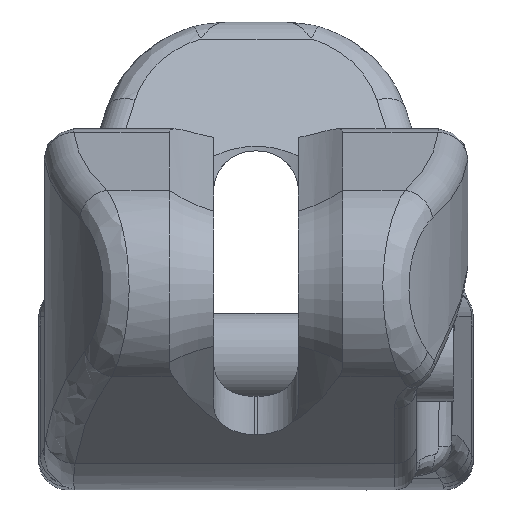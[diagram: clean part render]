
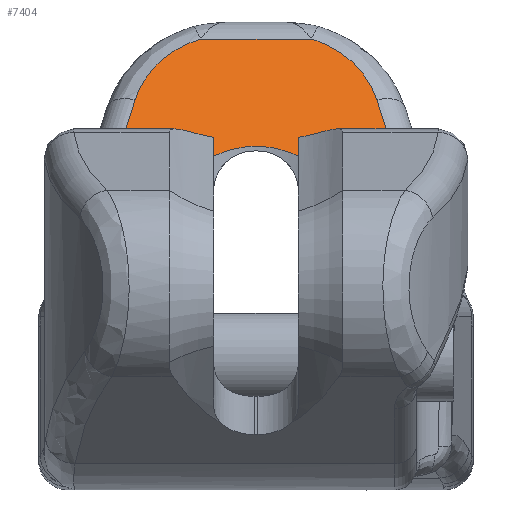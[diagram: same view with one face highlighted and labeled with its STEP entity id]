
A CAD part, front view. The second image highlights one B-rep face of the part: STEP entity #7404.
In plain terms, the highlighted planar face has unit normal (0, -0.843, 0.537).
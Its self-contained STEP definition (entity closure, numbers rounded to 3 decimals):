
#1672=CARTESIAN_POINT('',(-9.059,6.377,4.997));
#1673=CARTESIAN_POINT('',(-8.681,6.811,5.679));
#1674=CARTESIAN_POINT('',(-7.926,7.558,6.85));
#1675=CARTESIAN_POINT('',(-6.416,8.72,8.675));
#1676=CARTESIAN_POINT('',(-4.529,9.707,10.224));
#1677=CARTESIAN_POINT('',(-2.265,10.366,11.258));
#1678=CARTESIAN_POINT('',(0.,10.577,11.59));
#1679=CARTESIAN_POINT('',(2.265,10.366,11.258));
#1680=CARTESIAN_POINT('',(4.529,9.707,10.224));
#1681=CARTESIAN_POINT('',(6.416,8.72,8.675));
#1682=CARTESIAN_POINT('',(7.926,7.558,6.85));
#1683=CARTESIAN_POINT('',(8.681,6.811,5.679));
#1684=CARTESIAN_POINT('',(9.059,6.377,4.997));
#1686=DIRECTION('',(1.,0.,0.));
#1687=VECTOR('',#1686,4.029);
#1688=CARTESIAN_POINT('',(-13.087,6.377,4.997));
#1689=LINE('',#1688,#1687);
#1690=DIRECTION('',(-0.259,-0.519,-0.815));
#1691=VECTOR('',#1690,12.593);
#1692=CARTESIAN_POINT('',(-9.832,12.913,15.257));
#1693=LINE('',#1692,#1691);
#1694=CARTESIAN_POINT('',(-4.511,16.07,20.212));
#1695=CARTESIAN_POINT('',(-5.795,15.834,19.841));
#1696=CARTESIAN_POINT('',(-8.165,14.972,18.489));
#1697=CARTESIAN_POINT('',(-9.479,13.622,16.37));
#1698=CARTESIAN_POINT('',(-9.832,12.913,15.257));
#1700=CARTESIAN_POINT('',(9.832,12.913,15.257));
#1701=CARTESIAN_POINT('',(9.479,13.622,16.37));
#1702=CARTESIAN_POINT('',(8.165,14.972,18.489));
#1703=CARTESIAN_POINT('',(5.795,15.834,19.841));
#1704=CARTESIAN_POINT('',(4.511,16.07,20.212));
#1706=DIRECTION('',(-0.259,0.519,0.815));
#1707=VECTOR('',#1706,12.593);
#1708=CARTESIAN_POINT('',(13.087,6.377,4.997));
#1709=LINE('',#1708,#1707);
#1710=DIRECTION('',(1.,0.,0.));
#1711=VECTOR('',#1710,4.029);
#1712=CARTESIAN_POINT('',(9.059,6.377,4.997));
#1713=LINE('',#1712,#1711);
#1823=DIRECTION('',(-1.,0.,0.));
#1824=VECTOR('',#1823,9.023);
#1825=CARTESIAN_POINT('',(4.511,16.07,20.212));
#1826=LINE('',#1825,#1824);
#5609=VERTEX_POINT('',#1672);
#5610=VERTEX_POINT('',#1684);
#5611=CARTESIAN_POINT('',(-13.087,6.377,4.997));
#5612=VERTEX_POINT('',#5611);
#5613=VERTEX_POINT('',#1694);
#5614=VERTEX_POINT('',#1698);
#5615=VERTEX_POINT('',#1700);
#5616=VERTEX_POINT('',#1704);
#5617=CARTESIAN_POINT('',(13.087,6.377,4.997));
#5618=VERTEX_POINT('',#5617);
#7383=CARTESIAN_POINT('',(0.,11.223,12.605));
#7384=DIRECTION('',(0.,0.843,-0.537));
#7385=DIRECTION('',(0.,-0.537,-0.843));
#7386=AXIS2_PLACEMENT_3D('',#7383,#7384,#7385);
#7387=PLANE('',#7386);
#7389=ORIENTED_EDGE('',*,*,#7388,.F.);
#7391=ORIENTED_EDGE('',*,*,#7390,.F.);
#7393=ORIENTED_EDGE('',*,*,#7392,.F.);
#7395=ORIENTED_EDGE('',*,*,#7394,.F.);
#7397=ORIENTED_EDGE('',*,*,#7396,.F.);
#7399=ORIENTED_EDGE('',*,*,#7398,.F.);
#7400=ORIENTED_EDGE('',*,*,#7373,.F.);
#7401=ORIENTED_EDGE('',*,*,#7325,.F.);
#7402=EDGE_LOOP('',(#7389,#7391,#7393,#7395,#7397,#7399,#7400,#7401));
#7403=FACE_OUTER_BOUND('',#7402,.F.);
#7404=ADVANCED_FACE('',(#7403),#7387,.F.);
#1685=B_SPLINE_CURVE_WITH_KNOTS('',3,(#1672,#1673,#1674,#1675,#1676,#1677,#1678,
#1679,#1680,#1681,#1682,#1683,#1684),.UNSPECIFIED.,.F.,.F.,(4,1,1,1,1,1,1,1,1,1,
4),(0.,0.063,0.125,0.25,0.375,0.5,0.625,0.75,0.875,0.938,
1.),.UNSPECIFIED.);
#1699=B_SPLINE_CURVE_WITH_KNOTS('',3,(#1694,#1695,#1696,#1697,#1698),
.UNSPECIFIED.,.F.,.F.,(4,1,4),(0.,0.498,1.),.UNSPECIFIED.);
#1705=B_SPLINE_CURVE_WITH_KNOTS('',3,(#1700,#1701,#1702,#1703,#1704),
.UNSPECIFIED.,.F.,.F.,(4,1,4),(0.,0.502,1.),.UNSPECIFIED.);
#7325=EDGE_CURVE('',#5610,#5618,#1713,.T.);
#7373=EDGE_CURVE('',#5618,#5615,#1709,.T.);
#7388=EDGE_CURVE('',#5609,#5610,#1685,.T.);
#7390=EDGE_CURVE('',#5612,#5609,#1689,.T.);
#7392=EDGE_CURVE('',#5614,#5612,#1693,.T.);
#7394=EDGE_CURVE('',#5613,#5614,#1699,.T.);
#7396=EDGE_CURVE('',#5616,#5613,#1826,.T.);
#7398=EDGE_CURVE('',#5615,#5616,#1705,.T.);
